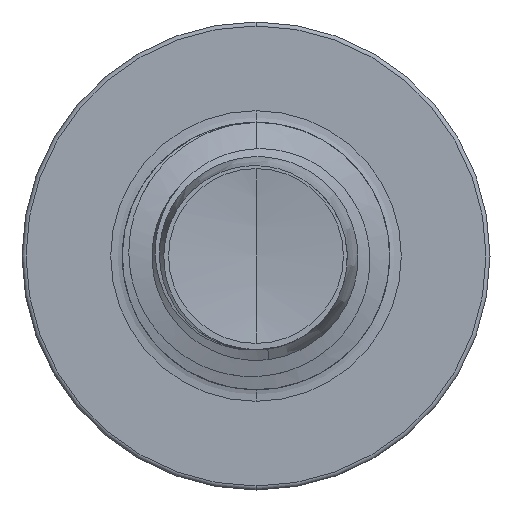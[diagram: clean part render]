
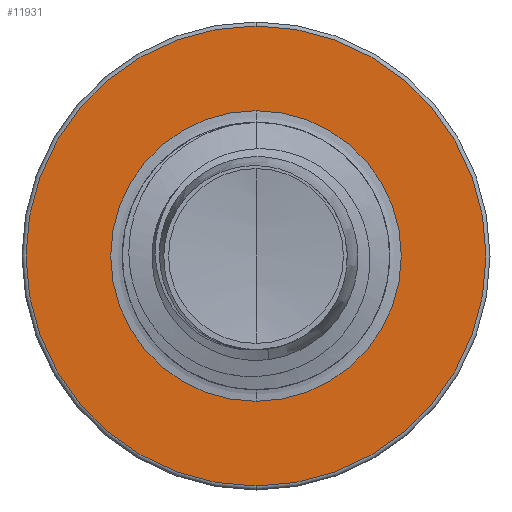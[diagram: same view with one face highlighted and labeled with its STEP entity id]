
A CAD part, front view. The second image highlights one B-rep face of the part: STEP entity #11931.
In plain terms, the highlighted planar face has unit normal (0, -1, 0).
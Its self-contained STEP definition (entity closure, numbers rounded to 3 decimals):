
#11 = ORIENTED_EDGE ( 'NONE', *, *, #481, .T. ) ;
#408 = VERTEX_POINT ( 'NONE', #11560 ) ;
#481 = EDGE_CURVE ( 'NONE', #408, #1054, #21158, .T. ) ;
#565 = AXIS2_PLACEMENT_3D ( 'NONE', #11384, #771, #13116 ) ;
#617 = EDGE_CURVE ( 'NONE', #6633, #2753, #9258, .T. ) ;
#675 = DIRECTION ( 'NONE',  ( 0., 1., 0. ) ) ;
#771 = DIRECTION ( 'NONE',  ( 0., 1., 0. ) ) ;
#1054 = VERTEX_POINT ( 'NONE', #17299 ) ;
#1512 = CARTESIAN_POINT ( 'NONE',  ( 0., 8.5, -3.44 ) ) ;
#2491 = EDGE_CURVE ( 'NONE', #1054, #408, #20689, .T. ) ;
#2543 = AXIS2_PLACEMENT_3D ( 'NONE', #11303, #675, #13032 ) ;
#2753 = VERTEX_POINT ( 'NONE', #9547 ) ;
#3161 = FACE_BOUND ( 'NONE', #3617, .T. ) ;
#3420 = FACE_OUTER_BOUND ( 'NONE', #3640, .T. ) ;
#3617 = EDGE_LOOP ( 'NONE', ( #20003, #11 ) ) ;
#3640 = EDGE_LOOP ( 'NONE', ( #21506, #9555 ) ) ;
#4118 = CARTESIAN_POINT ( 'NONE',  ( 0., 8.5, 0. ) ) ;
#4191 = DIRECTION ( 'NONE',  ( 0., 1., 0. ) ) ;
#4238 = DIRECTION ( 'NONE',  ( 0., 1., 0. ) ) ;
#4265 = DIRECTION ( 'NONE',  ( 0., 0., 1. ) ) ;
#4315 = DIRECTION ( 'NONE',  ( 0., 0., 1. ) ) ;
#4373 = CARTESIAN_POINT ( 'NONE',  ( 0., 8.5, 0. ) ) ;
#6395 = AXIS2_PLACEMENT_3D ( 'NONE', #21468, #16754, #6647 ) ;
#6633 = VERTEX_POINT ( 'NONE', #1512 ) ;
#6647 = DIRECTION ( 'NONE',  ( 0., 0., 1. ) ) ;
#9258 = CIRCLE ( 'NONE', #15384, 3.44 ) ;
#9547 = CARTESIAN_POINT ( 'NONE',  ( 0., 8.5, 3.44 ) ) ;
#9555 = ORIENTED_EDGE ( 'NONE', *, *, #617, .F. ) ;
#11303 = CARTESIAN_POINT ( 'NONE',  ( 0., 8.5, 0. ) ) ;
#11384 = CARTESIAN_POINT ( 'NONE',  ( 0., 8.5, 0. ) ) ;
#11560 = CARTESIAN_POINT ( 'NONE',  ( 0., 8.5, -2.174 ) ) ;
#11931 = ADVANCED_FACE ( 'NONE', ( #3420, #3161 ), #15123, .F. ) ;
#13032 = DIRECTION ( 'NONE',  ( 0., 0., 1. ) ) ;
#13116 = DIRECTION ( 'NONE',  ( 0., 0., 1. ) ) ;
#13947 = EDGE_CURVE ( 'NONE', #2753, #6633, #19122, .T. ) ;
#15123 = PLANE ( 'NONE',  #6395 ) ;
#15384 = AXIS2_PLACEMENT_3D ( 'NONE', #4373, #4238, #4315 ) ;
#15414 = AXIS2_PLACEMENT_3D ( 'NONE', #4118, #4191, #4265 ) ;
#16754 = DIRECTION ( 'NONE',  ( 0., 1., 0. ) ) ;
#17299 = CARTESIAN_POINT ( 'NONE',  ( 0., 8.5, 2.174 ) ) ;
#19122 = CIRCLE ( 'NONE', #565, 3.44 ) ;
#20003 = ORIENTED_EDGE ( 'NONE', *, *, #2491, .T. ) ;
#20689 = CIRCLE ( 'NONE', #2543, 2.174 ) ;
#21158 = CIRCLE ( 'NONE', #15414, 2.174 ) ;
#21468 = CARTESIAN_POINT ( 'NONE',  ( 0., 8.5, -2.174 ) ) ;
#21506 = ORIENTED_EDGE ( 'NONE', *, *, #13947, .F. ) ;
